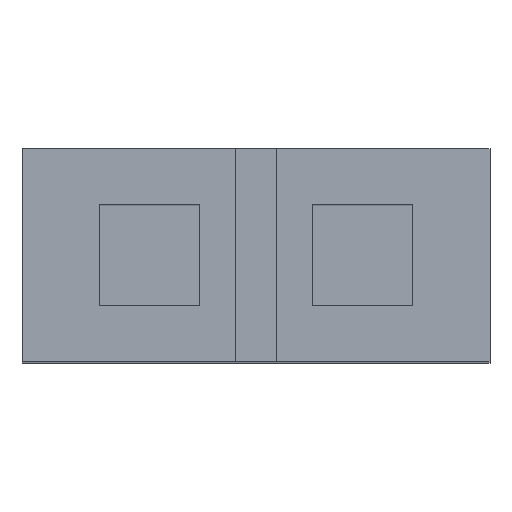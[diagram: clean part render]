
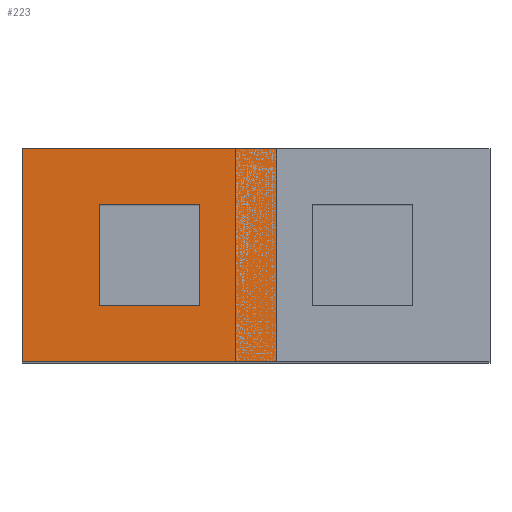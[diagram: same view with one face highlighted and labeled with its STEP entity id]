
A CAD part, top view. The second image highlights one B-rep face of the part: STEP entity #223.
In plain terms, the highlighted planar face has unit normal (0, 0, 1).
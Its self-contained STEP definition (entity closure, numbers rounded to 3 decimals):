
#12 = VERTEX_POINT ( 'NONE', #796 ) ;
#27 = ORIENTED_EDGE ( 'NONE', *, *, #795, .T. ) ;
#39 = ORIENTED_EDGE ( 'NONE', *, *, #518, .F. ) ;
#76 = VERTEX_POINT ( 'NONE', #299 ) ;
#114 = VECTOR ( 'NONE', #1083, 1000. ) ;
#156 = ORIENTED_EDGE ( 'NONE', *, *, #458, .F. ) ;
#178 = ORIENTED_EDGE ( 'NONE', *, *, #948, .F. ) ;
#223 = ADVANCED_FACE ( 'NONE', ( #587, #936 ), #729, .F. ) ;
#233 = CARTESIAN_POINT ( 'NONE',  ( 0.6, 0.6, 10. ) ) ;
#267 = DIRECTION ( 'NONE',  ( -1., 0., 0. ) ) ;
#269 = CARTESIAN_POINT ( 'NONE',  ( 0.6, -0.6, 10. ) ) ;
#273 = VERTEX_POINT ( 'NONE', #233 ) ;
#299 = CARTESIAN_POINT ( 'NONE',  ( 1.52, -1.27, 10. ) ) ;
#313 = EDGE_CURVE ( 'NONE', #1240, #12, #1215, .T. ) ;
#327 = CARTESIAN_POINT ( 'NONE',  ( 0.6, -0.6, 10. ) ) ;
#348 = LINE ( 'NONE', #1185, #753 ) ;
#354 = CARTESIAN_POINT ( 'NONE',  ( 1.52, 1.27, 10. ) ) ;
#374 = EDGE_LOOP ( 'NONE', ( #27, #39, #784, #884 ) ) ;
#375 = CARTESIAN_POINT ( 'NONE',  ( 1.52, 1.27, 10. ) ) ;
#380 = DIRECTION ( 'NONE',  ( 0., -1., 0. ) ) ;
#390 = LINE ( 'NONE', #506, #1070 ) ;
#415 = DIRECTION ( 'NONE',  ( 1., 0., 0. ) ) ;
#428 = CARTESIAN_POINT ( 'NONE',  ( 1.52, 1.27, 10. ) ) ;
#445 = ORIENTED_EDGE ( 'NONE', *, *, #926, .F. ) ;
#458 = EDGE_CURVE ( 'NONE', #273, #1062, #1153, .T. ) ;
#504 = VERTEX_POINT ( 'NONE', #269 ) ;
#506 = CARTESIAN_POINT ( 'NONE',  ( 0.6, -0.6, 10. ) ) ;
#518 = EDGE_CURVE ( 'NONE', #76, #951, #734, .T. ) ;
#587 = FACE_BOUND ( 'NONE', #1133, .T. ) ;
#623 = AXIS2_PLACEMENT_3D ( 'NONE', #737, #828, #652 ) ;
#652 = DIRECTION ( 'NONE',  ( -1., 0., 0. ) ) ;
#669 = CARTESIAN_POINT ( 'NONE',  ( -0.6, -0.6, 10. ) ) ;
#697 = VECTOR ( 'NONE', #1199, 1000. ) ;
#729 = PLANE ( 'NONE',  #623 ) ;
#730 = CARTESIAN_POINT ( 'NONE',  ( -1.52, -1.27, 10. ) ) ;
#734 = LINE ( 'NONE', #988, #114 ) ;
#737 = CARTESIAN_POINT ( 'NONE',  ( 1.52, 1.27, 10. ) ) ;
#753 = VECTOR ( 'NONE', #994, 1000. ) ;
#765 = EDGE_CURVE ( 'NONE', #1240, #76, #1119, .T. ) ;
#784 = ORIENTED_EDGE ( 'NONE', *, *, #765, .F. ) ;
#795 = EDGE_CURVE ( 'NONE', #12, #951, #348, .T. ) ;
#796 = CARTESIAN_POINT ( 'NONE',  ( -1.52, 1.27, 10. ) ) ;
#804 = LINE ( 'NONE', #327, #1054 ) ;
#810 = CARTESIAN_POINT ( 'NONE',  ( -0.6, -0.6, 10. ) ) ;
#828 = DIRECTION ( 'NONE',  ( 0., 0., -1. ) ) ;
#852 = VECTOR ( 'NONE', #1162, 1000. ) ;
#880 = EDGE_CURVE ( 'NONE', #1062, #1066, #1206, .T. ) ;
#884 = ORIENTED_EDGE ( 'NONE', *, *, #313, .T. ) ;
#926 = EDGE_CURVE ( 'NONE', #1066, #504, #390, .T. ) ;
#936 = FACE_OUTER_BOUND ( 'NONE', #374, .T. ) ;
#948 = EDGE_CURVE ( 'NONE', #504, #273, #804, .T. ) ;
#951 = VERTEX_POINT ( 'NONE', #730 ) ;
#969 = VECTOR ( 'NONE', #267, 1000. ) ;
#988 = CARTESIAN_POINT ( 'NONE',  ( 1.52, -1.27, 10. ) ) ;
#994 = DIRECTION ( 'NONE',  ( 0., -1., 0. ) ) ;
#998 = VECTOR ( 'NONE', #380, 1000. ) ;
#1054 = VECTOR ( 'NONE', #1228, 1000. ) ;
#1062 = VERTEX_POINT ( 'NONE', #1235 ) ;
#1066 = VERTEX_POINT ( 'NONE', #669 ) ;
#1070 = VECTOR ( 'NONE', #415, 1000. ) ;
#1083 = DIRECTION ( 'NONE',  ( -1., 0., 0. ) ) ;
#1119 = LINE ( 'NONE', #375, #998 ) ;
#1133 = EDGE_LOOP ( 'NONE', ( #445, #1191, #156, #178 ) ) ;
#1153 = LINE ( 'NONE', #1259, #852 ) ;
#1162 = DIRECTION ( 'NONE',  ( -1., 0., 0. ) ) ;
#1185 = CARTESIAN_POINT ( 'NONE',  ( -1.52, 1.27, 10. ) ) ;
#1191 = ORIENTED_EDGE ( 'NONE', *, *, #880, .F. ) ;
#1199 = DIRECTION ( 'NONE',  ( 0., -1., 0. ) ) ;
#1206 = LINE ( 'NONE', #810, #697 ) ;
#1215 = LINE ( 'NONE', #354, #969 ) ;
#1228 = DIRECTION ( 'NONE',  ( 0., 1., 0. ) ) ;
#1235 = CARTESIAN_POINT ( 'NONE',  ( -0.6, 0.6, 10. ) ) ;
#1240 = VERTEX_POINT ( 'NONE', #428 ) ;
#1259 = CARTESIAN_POINT ( 'NONE',  ( 0.6, 0.6, 10. ) ) ;
